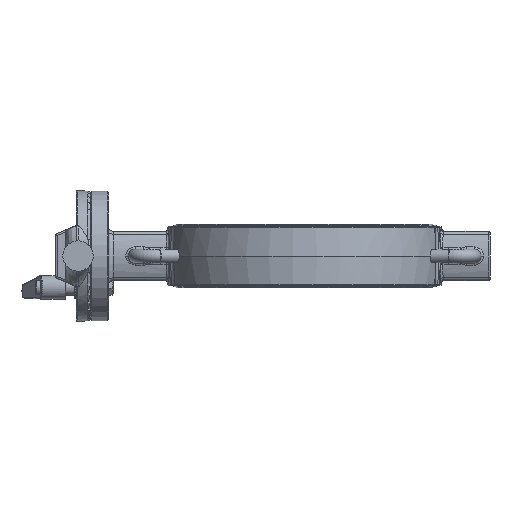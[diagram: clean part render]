
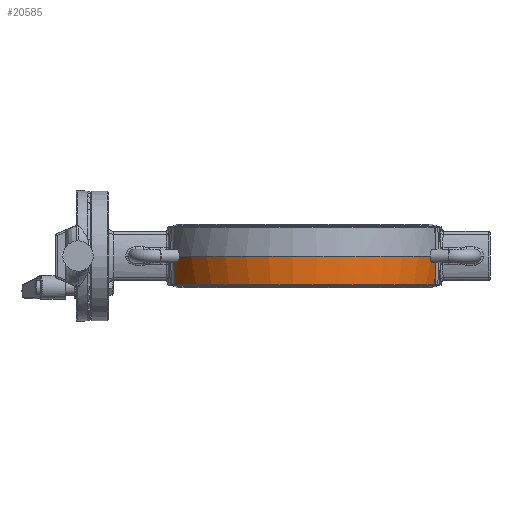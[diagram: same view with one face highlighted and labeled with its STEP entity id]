
A CAD part, left-side view. The second image highlights one B-rep face of the part: STEP entity #20585.
In plain terms, the highlighted conical face has half-angle 2.981 degrees and reference radius 159.5 mm.
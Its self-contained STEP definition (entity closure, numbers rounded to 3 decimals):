
#875=B_SPLINE_CURVE_WITH_KNOTS('',3,(#33704,#33705,#33706,#33707,#33708,
#33709,#33710),.UNSPECIFIED.,.F.,.F.,(4,3,4),(0.,0.012,0.028),
 .UNSPECIFIED.);
#876=B_SPLINE_CURVE_WITH_KNOTS('',3,(#33714,#33715,#33716,#33717,#33718,
#33719,#33720),.UNSPECIFIED.,.F.,.F.,(4,3,4),(0.,0.016,
0.028),.UNSPECIFIED.);
#877=B_SPLINE_CURVE_WITH_KNOTS('',3,(#33722,#33723,#33724,#33725,#33726,
#33727,#33728,#33729),.UNSPECIFIED.,.F.,.F.,(4,2,2,4),(2.821,
3.017,3.347,3.47),.UNSPECIFIED.);
#878=B_SPLINE_CURVE_WITH_KNOTS('',3,(#33733,#33734,#33735,#33736,#33737,
#33738,#33739,#33740,#33741,#33742,#33743,#33744),.UNSPECIFIED.,.F.,.F.,
(4,2,2,2,2,4),(-3.631,-3.332,-3.029,-2.728,
-2.428,-2.421),.UNSPECIFIED.);
#879=B_SPLINE_CURVE_WITH_KNOTS('',3,(#33748,#33749,#33750,#33751,#33752,
#33753,#33754,#33755,#33756,#33757,#33758,#33759,#33760),.UNSPECIFIED.,
 .F.,.F.,(4,3,2,2,2,4),(-0.007,0.,0.3,0.601,
0.904,1.203),.UNSPECIFIED.);
#880=B_SPLINE_CURVE_WITH_KNOTS('',3,(#33763,#33764,#33765,#33766,#33767,
#33768,#33769,#33770),.UNSPECIFIED.,.F.,.F.,(4,2,2,4),(1.138,
1.442,1.773,1.787),.UNSPECIFIED.);
#3933=CONICAL_SURFACE('',#21987,159.5,0.052);
#4049=FACE_OUTER_BOUND('',#5276,.T.);
#5276=EDGE_LOOP('',(#13285,#13286,#13287,#13288,#13289,#13290,#13291,#13292,
#13293,#13294));
#6648=CIRCLE('',#21988,157.775);
#6649=CIRCLE('',#21989,159.083);
#6650=CIRCLE('',#21990,159.5);
#6651=CIRCLE('',#21991,159.083);
#8150=VERTEX_POINT('',#33702);
#8151=VERTEX_POINT('',#33703);
#8152=VERTEX_POINT('',#33711);
#8153=VERTEX_POINT('',#33713);
#8154=VERTEX_POINT('',#33721);
#8155=VERTEX_POINT('',#33730);
#8156=VERTEX_POINT('',#33732);
#8157=VERTEX_POINT('',#33745);
#8158=VERTEX_POINT('',#33747);
#8159=VERTEX_POINT('',#33761);
#10103=EDGE_CURVE('',#8150,#8151,#875,.T.);
#10104=EDGE_CURVE('',#8151,#8152,#6648,.T.);
#10105=EDGE_CURVE('',#8152,#8153,#876,.T.);
#10106=EDGE_CURVE('',#8153,#8154,#877,.T.);
#10107=EDGE_CURVE('',#8155,#8154,#6649,.T.);
#10108=EDGE_CURVE('',#8155,#8156,#878,.T.);
#10109=EDGE_CURVE('',#8157,#8156,#6650,.T.);
#10110=EDGE_CURVE('',#8157,#8158,#879,.T.);
#10111=EDGE_CURVE('',#8158,#8159,#6651,.T.);
#10112=EDGE_CURVE('',#8159,#8150,#880,.T.);
#13285=ORIENTED_EDGE('',*,*,#10103,.T.);
#13286=ORIENTED_EDGE('',*,*,#10104,.T.);
#13287=ORIENTED_EDGE('',*,*,#10105,.T.);
#13288=ORIENTED_EDGE('',*,*,#10106,.T.);
#13289=ORIENTED_EDGE('',*,*,#10107,.F.);
#13290=ORIENTED_EDGE('',*,*,#10108,.T.);
#13291=ORIENTED_EDGE('',*,*,#10109,.F.);
#13292=ORIENTED_EDGE('',*,*,#10110,.T.);
#13293=ORIENTED_EDGE('',*,*,#10111,.T.);
#13294=ORIENTED_EDGE('',*,*,#10112,.T.);
#20585=ADVANCED_FACE('',(#4049),#3933,.T.);
#21987=AXIS2_PLACEMENT_3D('',#33701,#24696,#24697);
#21988=AXIS2_PLACEMENT_3D('',#33712,#24698,#24699);
#21989=AXIS2_PLACEMENT_3D('',#33731,#24700,#24701);
#21990=AXIS2_PLACEMENT_3D('',#33746,#24702,#24703);
#21991=AXIS2_PLACEMENT_3D('',#33762,#24704,#24705);
#24696=DIRECTION('center_axis',(0.,0.,1.));
#24697=DIRECTION('ref_axis',(0.,-1.,0.));
#24698=DIRECTION('center_axis',(0.,0.,1.));
#24699=DIRECTION('ref_axis',(0.,1.,0.));
#24700=DIRECTION('center_axis',(0.,0.,1.));
#24701=DIRECTION('ref_axis',(0.,-1.,0.));
#24702=DIRECTION('center_axis',(0.,0.,1.));
#24703=DIRECTION('ref_axis',(0.,-1.,0.));
#24704=DIRECTION('center_axis',(0.,0.,-1.));
#24705=DIRECTION('ref_axis',(0.,1.,0.));
#33701=CARTESIAN_POINT('Origin',(-8.624,-44.988,0.));
#33702=CARTESIAN_POINT('',(-60.619,105.49,-5.616));
#33703=CARTESIAN_POINT('',(-58.402,104.729,-33.126));
#33704=CARTESIAN_POINT('Ctrl Pts',(-60.619,105.49,-5.616));
#33705=CARTESIAN_POINT('Ctrl Pts',(-60.337,105.373,-9.517));
#33706=CARTESIAN_POINT('Ctrl Pts',(-60.044,105.258,-13.417));
#33707=CARTESIAN_POINT('Ctrl Pts',(-59.737,105.149,-17.316));
#33708=CARTESIAN_POINT('Ctrl Pts',(-59.322,105.,-22.588));
#33709=CARTESIAN_POINT('Ctrl Pts',(-58.88,104.859,-27.858));
#33710=CARTESIAN_POINT('Ctrl Pts',(-58.402,104.729,-33.126));
#33711=CARTESIAN_POINT('',(-58.402,-194.704,-33.126));
#33712=CARTESIAN_POINT('Origin',(-8.624,-44.988,-33.126));
#33713=CARTESIAN_POINT('',(-60.619,-195.466,-5.616));
#33714=CARTESIAN_POINT('Ctrl Pts',(-58.402,-194.704,
-33.126));
#33715=CARTESIAN_POINT('Ctrl Pts',(-58.88,-194.834,
-27.858));
#33716=CARTESIAN_POINT('Ctrl Pts',(-59.322,-194.975,
-22.588));
#33717=CARTESIAN_POINT('Ctrl Pts',(-59.737,-195.124,
-17.316));
#33718=CARTESIAN_POINT('Ctrl Pts',(-60.044,-195.234,
-13.417));
#33719=CARTESIAN_POINT('Ctrl Pts',(-60.337,-195.348,
-9.517));
#33720=CARTESIAN_POINT('Ctrl Pts',(-60.619,-195.466,
-5.616));
#33721=CARTESIAN_POINT('',(-66.093,-193.328,-8.));
#33722=CARTESIAN_POINT('Ctrl Pts',(-60.619,-195.466,
-5.616));
#33723=CARTESIAN_POINT('Ctrl Pts',(-61.051,-195.291,
-6.073));
#33724=CARTESIAN_POINT('Ctrl Pts',(-61.54,-195.098,
-6.473));
#33725=CARTESIAN_POINT('Ctrl Pts',(-62.947,-194.547,
-7.369));
#33726=CARTESIAN_POINT('Ctrl Pts',(-63.935,-194.164,
-7.747));
#33727=CARTESIAN_POINT('Ctrl Pts',(-65.332,-193.623,
-7.969));
#33728=CARTESIAN_POINT('Ctrl Pts',(-65.713,-193.475,
-8.));
#33729=CARTESIAN_POINT('Ctrl Pts',(-66.093,-193.328,
-8.));
#33730=CARTESIAN_POINT('',(-68.701,-192.291,-8.));
#33731=CARTESIAN_POINT('Origin',(-8.624,-44.988,-8.));
#33732=CARTESIAN_POINT('',(-76.223,-189.454,0.));
#33733=CARTESIAN_POINT('Ctrl Pts',(-68.701,-192.291,-8.));
#33734=CARTESIAN_POINT('Ctrl Pts',(-69.624,-191.915,
-8.));
#33735=CARTESIAN_POINT('Ctrl Pts',(-70.606,-191.514,
-7.806));
#33736=CARTESIAN_POINT('Ctrl Pts',(-72.438,-190.771,
-7.009));
#33737=CARTESIAN_POINT('Ctrl Pts',(-73.284,-190.431,-6.398));
#33738=CARTESIAN_POINT('Ctrl Pts',(-74.621,-189.91,-4.987));
#33739=CARTESIAN_POINT('Ctrl Pts',(-75.204,-189.693,
-4.096));
#33740=CARTESIAN_POINT('Ctrl Pts',(-75.993,-189.439,-2.139));
#33741=CARTESIAN_POINT('Ctrl Pts',(-76.2,-189.404,
-1.073));
#33742=CARTESIAN_POINT('Ctrl Pts',(-76.223,-189.452,
-0.049));
#33743=CARTESIAN_POINT('Ctrl Pts',(-76.223,-189.453,-0.024));
#33744=CARTESIAN_POINT('Ctrl Pts',(-76.223,-189.454,
0.));
#33745=CARTESIAN_POINT('',(-76.223,99.479,0.));
#33746=CARTESIAN_POINT('Origin',(-8.624,-44.988,0.));
#33747=CARTESIAN_POINT('',(-68.701,102.316,-8.));
#33748=CARTESIAN_POINT('Ctrl Pts',(-76.223,99.479,0.));
#33749=CARTESIAN_POINT('Ctrl Pts',(-76.223,99.478,-0.024));
#33750=CARTESIAN_POINT('Ctrl Pts',(-76.223,99.477,-0.049));
#33751=CARTESIAN_POINT('Ctrl Pts',(-76.222,99.476,-0.073));
#33752=CARTESIAN_POINT('Ctrl Pts',(-76.2,99.428,-1.073));
#33753=CARTESIAN_POINT('Ctrl Pts',(-75.993,99.464,-2.139));
#33754=CARTESIAN_POINT('Ctrl Pts',(-75.204,99.717,-4.096));
#33755=CARTESIAN_POINT('Ctrl Pts',(-74.621,99.934,-4.987));
#33756=CARTESIAN_POINT('Ctrl Pts',(-73.284,100.456,-6.398));
#33757=CARTESIAN_POINT('Ctrl Pts',(-72.438,100.796,-7.009));
#33758=CARTESIAN_POINT('Ctrl Pts',(-70.606,101.539,-7.806));
#33759=CARTESIAN_POINT('Ctrl Pts',(-69.624,101.939,-8.));
#33760=CARTESIAN_POINT('Ctrl Pts',(-68.701,102.316,-8.));
#33761=CARTESIAN_POINT('',(-66.093,103.353,-8.));
#33762=CARTESIAN_POINT('Origin',(-8.624,-44.988,-8.));
#33763=CARTESIAN_POINT('Ctrl Pts',(-66.093,103.353,-8.));
#33764=CARTESIAN_POINT('Ctrl Pts',(-65.147,103.719,-8.));
#33765=CARTESIAN_POINT('Ctrl Pts',(-64.204,104.084,-7.811));
#33766=CARTESIAN_POINT('Ctrl Pts',(-62.351,104.804,-7.062));
#33767=CARTESIAN_POINT('Ctrl Pts',(-61.453,105.155,-6.469));
#33768=CARTESIAN_POINT('Ctrl Pts',(-60.679,105.466,-5.679));
#33769=CARTESIAN_POINT('Ctrl Pts',(-60.649,105.478,-5.648));
#33770=CARTESIAN_POINT('Ctrl Pts',(-60.619,105.49,-5.616));
